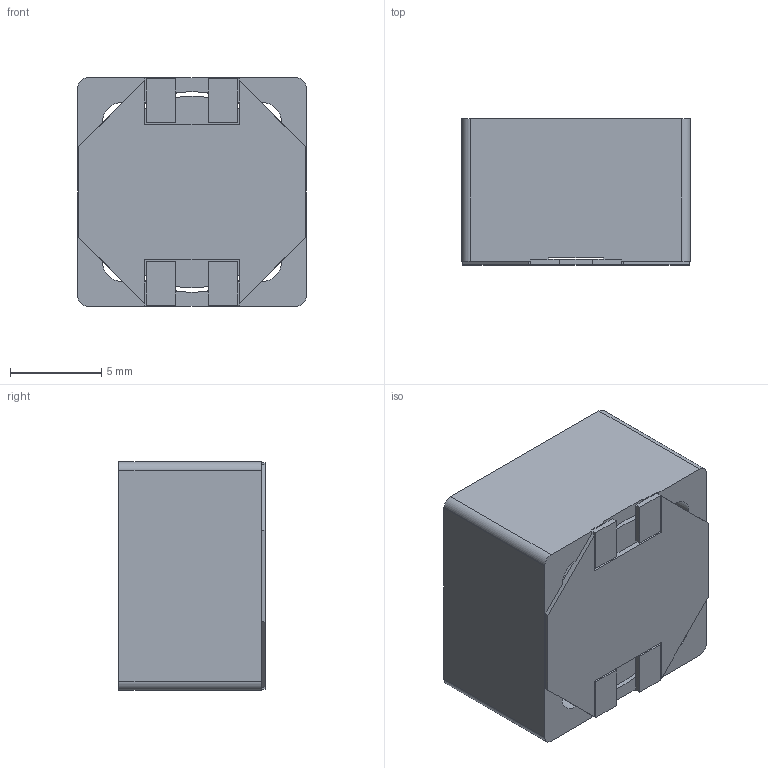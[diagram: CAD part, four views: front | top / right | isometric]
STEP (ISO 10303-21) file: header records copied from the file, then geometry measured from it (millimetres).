
FILE_DESCRIPTION(/* description */ ('STEP AP203'),/* implementation_level */ '2;1');
FILE_NAME(/* name */ '69730.stp',/* time_stamp */ '2020-06-01T20:16:46-04:00',/* author */ ('Constanza'),/* organization */ ('TraceParts S.A.'),/* preprocessor_version */ 'ST-DEVELOPER v16.13',/* originating_system */ 'Autodesk Inventor 2018',/* authorisation */ ' ');
FILE_SCHEMA (('AUTOMOTIVE_DESIGN { 1 0 10303 214 3 1 1 }'));
Length unit declared in the file: millimetre
Products named in the file (1): 69730
Bounding box: 12.5 x 8 x 12.5 mm (x, y, z)
Volume: 1120.2 mm3; surface area: 1326.8 mm2
Topology: 1 solids, 1 shells, 94 faces, 323 edges, 210 vertices
Faces by surface type: plane 81, cylinder 13
Full cylindrical faces by diameter (mm): 10.5 x1
Entity records: 3570 total; most frequent: ORIENTED_EDGE 642, CARTESIAN_POINT 625, DIRECTION 568, EDGE_CURVE 321, LINE 264, VECTOR 264, VERTEX_POINT 209, AXIS2_PLACEMENT_3D 152
